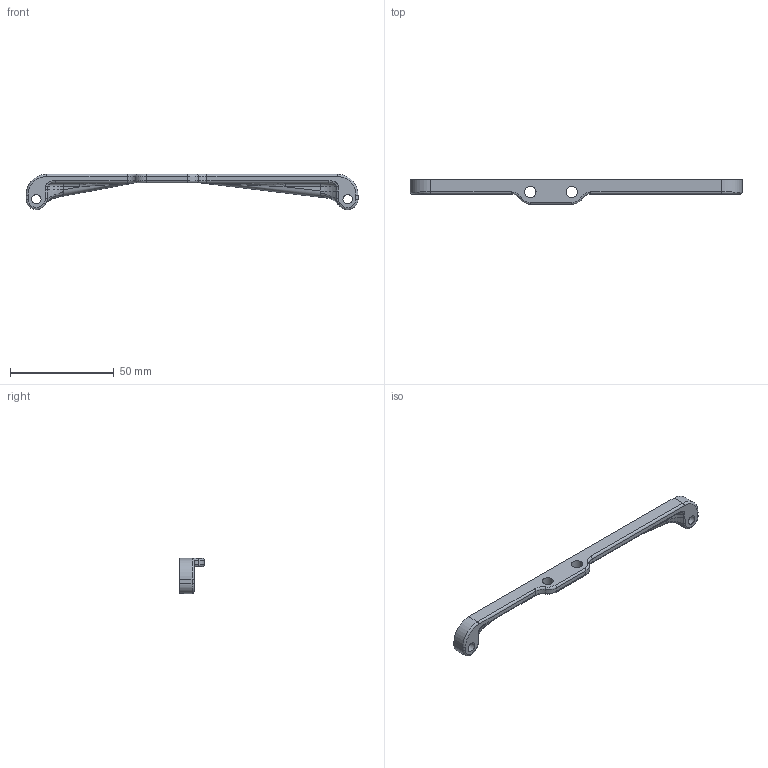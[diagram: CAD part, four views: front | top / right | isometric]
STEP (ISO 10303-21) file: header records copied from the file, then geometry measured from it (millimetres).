
FILE_DESCRIPTION(/* description */ (''),/* implementation_level */ '2;1');
FILE_NAME(/* name */ 'Voron Sidewinder power Supply attachment left.step',/* time_stamp */ '2023-04-29T13:36:33-04:00',/* author */ (''),/* organization */ (''),/* preprocessor_version */ 'ST-DEVELOPER v19.2',/* originating_system */ 'Autodesk Translation Framework v12.4.0.73',/* authorisation */ '');
FILE_SCHEMA (('AUTOMOTIVE_DESIGN { 1 0 10303 214 3 1 1 }'));
Length unit declared in the file: millimetre
Products named in the file (1): Voron Sidewinder power Supply attachment
Bounding box: 160 x 12 x 17 mm (x, y, z)
Volume: 7324.2 mm3; surface area: 5155.5 mm2
Topology: 1 solids, 1 shells, 68 faces, 162 edges, 96 vertices
Faces by surface type: cylinder 28, bspline 16, torus 14, plane 10
Full cylindrical faces by diameter (mm): 4.5 x2, 5.5 x2
Entity records: 2718 total; most frequent: CARTESIAN_POINT 1138, ORIENTED_EDGE 324, DIRECTION 324, EDGE_CURVE 162, AXIS2_PLACEMENT_3D 137, VERTEX_POINT 96, CIRCLE 80, EDGE_LOOP 76
